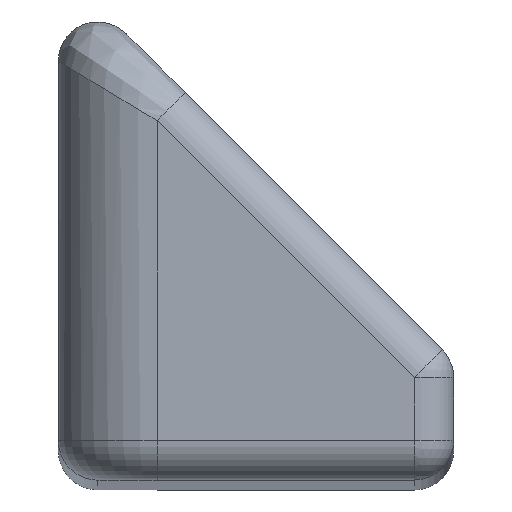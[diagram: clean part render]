
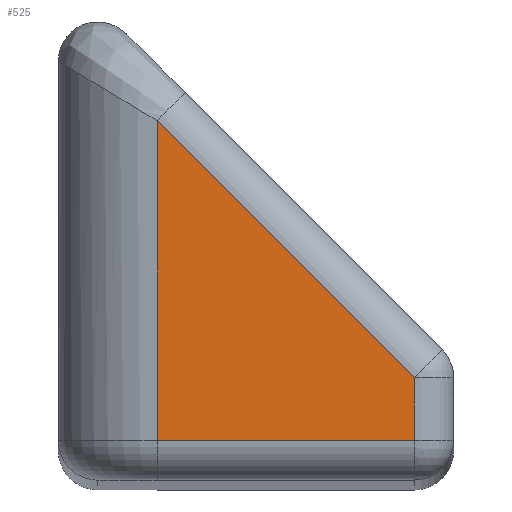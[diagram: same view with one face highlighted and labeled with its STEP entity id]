
A CAD part, top view. The second image highlights one B-rep face of the part: STEP entity #525.
In plain terms, the highlighted planar face has unit normal (0, 0, 1).
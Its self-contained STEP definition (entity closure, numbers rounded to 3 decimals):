
#13 = VECTOR ( 'NONE', #221, 1000. ) ;
#17 = DIRECTION ( 'NONE',  ( 0., 1., 0. ) ) ;
#84 = DIRECTION ( 'NONE',  ( 0., 0., 1. ) ) ;
#86 = VERTEX_POINT ( 'NONE', #655 ) ;
#114 = VECTOR ( 'NONE', #279, 1000. ) ;
#136 = EDGE_CURVE ( 'NONE', #773, #86, #158, .T. ) ;
#146 = DIRECTION ( 'NONE',  ( 1., 0., 0. ) ) ;
#158 = LINE ( 'NONE', #413, #13 ) ;
#180 = CARTESIAN_POINT ( 'NONE',  ( 0., 0.2, 14.65 ) ) ;
#197 = AXIS2_PLACEMENT_3D ( 'NONE', #449, #84, #146 ) ;
#221 = DIRECTION ( 'NONE',  ( 0., -1., 0. ) ) ;
#232 = EDGE_CURVE ( 'NONE', #86, #720, #317, .T. ) ;
#255 = LINE ( 'NONE', #644, #114 ) ;
#279 = DIRECTION ( 'NONE',  ( -0.707, 0.707, 0. ) ) ;
#310 = LINE ( 'NONE', #503, #678 ) ;
#311 = VERTEX_POINT ( 'NONE', #797 ) ;
#317 = LINE ( 'NONE', #180, #621 ) ;
#352 = EDGE_LOOP ( 'NONE', ( #710, #500, #752, #722 ) ) ;
#413 = CARTESIAN_POINT ( 'NONE',  ( 0.5, 0., 14.65 ) ) ;
#422 = DIRECTION ( 'NONE',  ( 1., 0., 0. ) ) ;
#429 = CARTESIAN_POINT ( 'NONE',  ( 0.5, 1.817, 14.65 ) ) ;
#449 = CARTESIAN_POINT ( 'NONE',  ( 0., 0., 14.65 ) ) ;
#476 = EDGE_CURVE ( 'NONE', #720, #311, #310, .T. ) ;
#496 = FACE_OUTER_BOUND ( 'NONE', #352, .T. ) ;
#500 = ORIENTED_EDGE ( 'NONE', *, *, #136, .T. ) ;
#503 = CARTESIAN_POINT ( 'NONE',  ( 1.8, 0., 14.65 ) ) ;
#522 = CARTESIAN_POINT ( 'NONE',  ( 1.8, 0.2, 14.65 ) ) ;
#525 = ADVANCED_FACE ( 'NONE', ( #496 ), #762, .T. ) ;
#598 = EDGE_CURVE ( 'NONE', #311, #773, #255, .T. ) ;
#621 = VECTOR ( 'NONE', #422, 1000. ) ;
#644 = CARTESIAN_POINT ( 'NONE',  ( 1.159, 1.159, 14.65 ) ) ;
#655 = CARTESIAN_POINT ( 'NONE',  ( 0.5, 0.2, 14.65 ) ) ;
#678 = VECTOR ( 'NONE', #17, 1000. ) ;
#710 = ORIENTED_EDGE ( 'NONE', *, *, #598, .T. ) ;
#720 = VERTEX_POINT ( 'NONE', #522 ) ;
#722 = ORIENTED_EDGE ( 'NONE', *, *, #476, .T. ) ;
#752 = ORIENTED_EDGE ( 'NONE', *, *, #232, .T. ) ;
#762 = PLANE ( 'NONE',  #197 ) ;
#773 = VERTEX_POINT ( 'NONE', #429 ) ;
#797 = CARTESIAN_POINT ( 'NONE',  ( 1.8, 0.517, 14.65 ) ) ;
